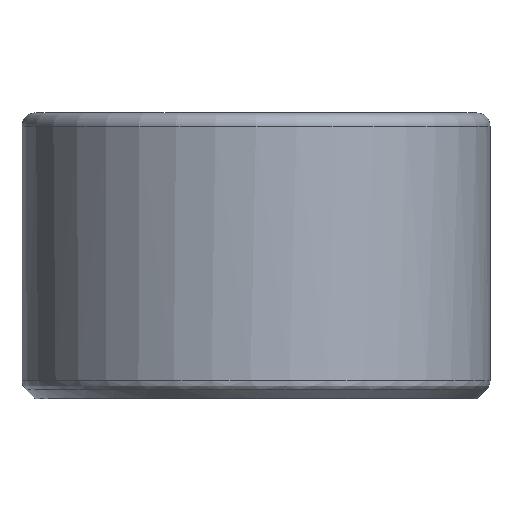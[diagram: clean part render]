
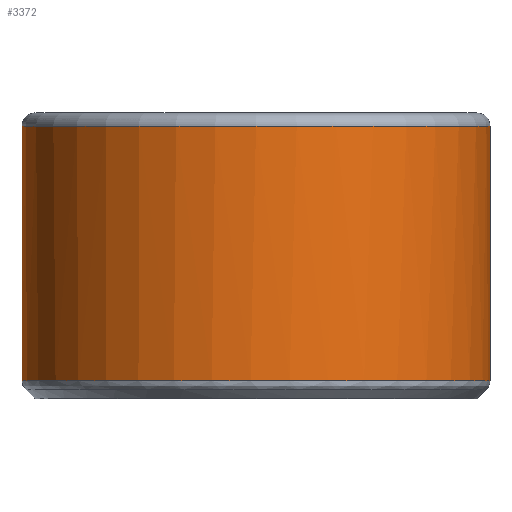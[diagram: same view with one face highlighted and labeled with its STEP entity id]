
A CAD part, front view. The second image highlights one B-rep face of the part: STEP entity #3372.
In plain terms, the highlighted cylindrical face has radius 18 mm (diameter 36 mm), a full revolution.
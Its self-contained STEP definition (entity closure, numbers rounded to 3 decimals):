
#484 = ( BOUNDED_SURFACE() B_SPLINE_SURFACE(2,14,(
    (#485,#486,#487,#488,#489,#490,#491,#492,#493,#494,#495,#496,#497
      ,#498,#499)
    ,(#500,#501,#502,#503,#504,#505,#506,#507,#508,#509,#510,#511,#512
      ,#513,#514)
    ,(#515,#516,#517,#518,#519,#520,#521,#522,#523,#524,#525,#526,#527
      ,#528,#529
)),.UNSPECIFIED.,.F.,.T.,.F.) B_SPLINE_SURFACE_WITH_KNOTS((3,3),(15,15),
  (0.,113.097),(0.,113.097),
.PIECEWISE_BEZIER_KNOTS.) GEOMETRIC_REPRESENTATION_ITEM() 
RATIONAL_B_SPLINE_SURFACE((
    (1.,1.,1.,1.,1.
      ,1.,1.,1.,1.
      ,1.,1.,1.,1.
      ,1.,1.)
    ,(0.924,0.924,0.924,0.924
      ,0.924,0.924,0.924,0.924
      ,0.924,0.924,0.924,0.924
      ,0.924,0.924,0.924)
    ,(1.,1.,1.,1.,1.
      ,1.,1.,1.,1.
      ,1.,1.,1.,1.
,1.,1.))) REPRESENTATION_ITEM('') SURFACE() );
#485 = CARTESIAN_POINT('',(18.,0.,1.414));
#486 = CARTESIAN_POINT('',(18.,7.962,1.414
    ));
#487 = CARTESIAN_POINT('',(14.208,16.093,
    1.414));
#488 = CARTESIAN_POINT('',(6.358,22.274,1.414
    ));
#489 = CARTESIAN_POINT('',(-4.35,24.306,1.414
    ));
#490 = CARTESIAN_POINT('',(-15.442,20.283,1.414
    ));
#491 = CARTESIAN_POINT('',(-22.883,12.32,
    1.414));
#492 = CARTESIAN_POINT('',(-27.59,0.,
    1.414));
#493 = CARTESIAN_POINT('',(-22.883,-12.32,
    1.414));
#494 = CARTESIAN_POINT('',(-15.442,-20.283,1.414
    ));
#495 = CARTESIAN_POINT('',(-4.35,-24.306,
    1.414));
#496 = CARTESIAN_POINT('',(6.358,-22.274,1.414
    ));
#497 = CARTESIAN_POINT('',(14.208,-16.093,
    1.414));
#498 = CARTESIAN_POINT('',(18.,-7.962,1.414
    ));
#499 = CARTESIAN_POINT('',(18.,0.,1.414));
#500 = CARTESIAN_POINT('',(18.,0.,1.));
#501 = CARTESIAN_POINT('',(18.,7.962,1.));
#502 = CARTESIAN_POINT('',(14.208,16.093,1.));
#503 = CARTESIAN_POINT('',(6.358,22.274,1.));
#504 = CARTESIAN_POINT('',(-4.35,24.306,
    1.));
#505 = CARTESIAN_POINT('',(-15.442,20.283,
    1.));
#506 = CARTESIAN_POINT('',(-22.883,12.32,
    1.));
#507 = CARTESIAN_POINT('',(-27.59,0.,
    1.));
#508 = CARTESIAN_POINT('',(-22.883,-12.32,
    1.));
#509 = CARTESIAN_POINT('',(-15.442,-20.283,
    1.));
#510 = CARTESIAN_POINT('',(-4.35,-24.306,
    1.));
#511 = CARTESIAN_POINT('',(6.358,-22.274,1.));
#512 = CARTESIAN_POINT('',(14.208,-16.093,1.));
#513 = CARTESIAN_POINT('',(18.,-7.962,1.));
#514 = CARTESIAN_POINT('',(18.,0.,1.));
#515 = CARTESIAN_POINT('',(17.707,0.,0.707));
#516 = CARTESIAN_POINT('',(17.707,7.832,0.707
    ));
#517 = CARTESIAN_POINT('',(13.977,15.831,
    0.707));
#518 = CARTESIAN_POINT('',(6.254,21.911,0.707
    ));
#519 = CARTESIAN_POINT('',(-4.279,23.91,0.707
    ));
#520 = CARTESIAN_POINT('',(-15.191,19.953,
    0.707));
#521 = CARTESIAN_POINT('',(-22.511,12.119,
    0.707));
#522 = CARTESIAN_POINT('',(-27.141,0.,
    0.707));
#523 = CARTESIAN_POINT('',(-22.511,-12.119,
    0.707));
#524 = CARTESIAN_POINT('',(-15.191,-19.953,
    0.707));
#525 = CARTESIAN_POINT('',(-4.279,-23.91,
    0.707));
#526 = CARTESIAN_POINT('',(6.254,-21.911,0.707)
  );
#527 = CARTESIAN_POINT('',(13.977,-15.831,
    0.707));
#528 = CARTESIAN_POINT('',(17.707,-7.832,
    0.707));
#529 = CARTESIAN_POINT('',(17.707,0.,
    0.707));
#1825 = VERTEX_POINT('',#1826);
#1826 = CARTESIAN_POINT('',(18.,0.,1.414));
#1847 = EDGE_CURVE('',#1825,#1825,#1848,.T.);
#1848 = SURFACE_CURVE('',#1849,(#1865,#1872),.PCURVE_S1.);
#1849 = ( BOUNDED_CURVE() B_SPLINE_CURVE(14,(#1850,#1851,#1852,#1853,
    #1854,#1855,#1856,#1857,#1858,#1859,#1860,#1861,#1862,#1863,#1864),
.UNSPECIFIED.,.T.,.F.) B_SPLINE_CURVE_WITH_KNOTS((15,15),(
0.,113.097),.PIECEWISE_BEZIER_KNOTS.) CURVE() 
GEOMETRIC_REPRESENTATION_ITEM() RATIONAL_B_SPLINE_CURVE((1.,
    1.,1.,1.,1.,
    1.,1.,1.,1.,
    1.,1.,1.,1.,
1.,1.)) REPRESENTATION_ITEM('') );
#1850 = CARTESIAN_POINT('',(18.,0.,1.414));
#1851 = CARTESIAN_POINT('',(18.,7.962,
    1.414));
#1852 = CARTESIAN_POINT('',(14.208,16.093,
    1.414));
#1853 = CARTESIAN_POINT('',(6.358,22.274,
    1.414));
#1854 = CARTESIAN_POINT('',(-4.35,24.306,
    1.414));
#1855 = CARTESIAN_POINT('',(-15.442,20.283,
    1.414));
#1856 = CARTESIAN_POINT('',(-22.883,12.32,
    1.414));
#1857 = CARTESIAN_POINT('',(-27.59,0.,
    1.414));
#1858 = CARTESIAN_POINT('',(-22.883,-12.32,
    1.414));
#1859 = CARTESIAN_POINT('',(-15.442,-20.283,
    1.414));
#1860 = CARTESIAN_POINT('',(-4.35,-24.306,
    1.414));
#1861 = CARTESIAN_POINT('',(6.358,-22.274,
    1.414));
#1862 = CARTESIAN_POINT('',(14.208,-16.093,
    1.414));
#1863 = CARTESIAN_POINT('',(18.,-7.962,
    1.414));
#1864 = CARTESIAN_POINT('',(18.,0.,1.414));
#1865 = PCURVE('',#484,#1866);
#1866 = DEFINITIONAL_REPRESENTATION('',(#1867),#1871);
#1867 = LINE('',#1868,#1869);
#1868 = CARTESIAN_POINT('',(0.,0.));
#1869 = VECTOR('',#1870,1.);
#1870 = DIRECTION('',(0.,1.));
#1871 = ( GEOMETRIC_REPRESENTATION_CONTEXT(2) 
PARAMETRIC_REPRESENTATION_CONTEXT() REPRESENTATION_CONTEXT('2D SPACE',''
  ) );
#1872 = PCURVE('',#1873,#1878);
#1873 = CYLINDRICAL_SURFACE('',#1874,18.);
#1874 = AXIS2_PLACEMENT_3D('',#1875,#1876,#1877);
#1875 = CARTESIAN_POINT('',(0.,0.,0.));
#1876 = DIRECTION('',(-0.,-0.,-1.));
#1877 = DIRECTION('',(1.,0.,0.));
#1878 = DEFINITIONAL_REPRESENTATION('',(#1879),#1900);
#1879 = B_SPLINE_CURVE_WITH_KNOTS('',10,(#1880,#1881,#1882,#1883,#1884,
    #1885,#1886,#1887,#1888,#1889,#1890,#1891,#1892,#1893,#1894,#1895,
    #1896,#1897,#1898,#1899),.UNSPECIFIED.,.F.,.F.,(11,9,11),(
    0.,56.549,113.097),.UNSPECIFIED.);
#1880 = CARTESIAN_POINT('',(0.,-1.414));
#1881 = CARTESIAN_POINT('',(-0.31,-1.414));
#1882 = CARTESIAN_POINT('',(-0.624,-1.414));
#1883 = CARTESIAN_POINT('',(-0.94,-1.414));
#1884 = CARTESIAN_POINT('',(-1.256,-1.414));
#1885 = CARTESIAN_POINT('',(-1.57,-1.414));
#1886 = CARTESIAN_POINT('',(-1.885,-1.414));
#1887 = CARTESIAN_POINT('',(-2.199,-1.414));
#1888 = CARTESIAN_POINT('',(-2.513,-1.414));
#1889 = CARTESIAN_POINT('',(-2.827,-1.414));
#1890 = CARTESIAN_POINT('',(-3.456,-1.414));
#1891 = CARTESIAN_POINT('',(-3.77,-1.414));
#1892 = CARTESIAN_POINT('',(-4.084,-1.414));
#1893 = CARTESIAN_POINT('',(-4.398,-1.414));
#1894 = CARTESIAN_POINT('',(-4.713,-1.414));
#1895 = CARTESIAN_POINT('',(-5.027,-1.414));
#1896 = CARTESIAN_POINT('',(-5.343,-1.414));
#1897 = CARTESIAN_POINT('',(-5.659,-1.414));
#1898 = CARTESIAN_POINT('',(-5.974,-1.414));
#1899 = CARTESIAN_POINT('',(-6.283,-1.414));
#1900 = ( GEOMETRIC_REPRESENTATION_CONTEXT(2) 
PARAMETRIC_REPRESENTATION_CONTEXT() REPRESENTATION_CONTEXT('2D SPACE',''
  ) );
#3372 = ADVANCED_FACE('',(#3373),#1873,.T.);
#3373 = FACE_BOUND('',#3374,.F.);
#3374 = EDGE_LOOP('',(#3375,#3398,#3425,#3426));
#3375 = ORIENTED_EDGE('',*,*,#3376,.T.);
#3376 = EDGE_CURVE('',#1825,#3377,#3379,.T.);
#3377 = VERTEX_POINT('',#3378);
#3378 = CARTESIAN_POINT('',(18.,0.,21.));
#3379 = SEAM_CURVE('',#3380,(#3384,#3391),.PCURVE_S1.);
#3380 = LINE('',#3381,#3382);
#3381 = CARTESIAN_POINT('',(18.,0.,0.));
#3382 = VECTOR('',#3383,1.);
#3383 = DIRECTION('',(0.,0.,1.));
#3384 = PCURVE('',#1873,#3385);
#3385 = DEFINITIONAL_REPRESENTATION('',(#3386),#3390);
#3386 = LINE('',#3387,#3388);
#3387 = CARTESIAN_POINT('',(-0.,0.));
#3388 = VECTOR('',#3389,1.);
#3389 = DIRECTION('',(-0.,-1.));
#3390 = ( GEOMETRIC_REPRESENTATION_CONTEXT(2) 
PARAMETRIC_REPRESENTATION_CONTEXT() REPRESENTATION_CONTEXT('2D SPACE',''
  ) );
#3391 = PCURVE('',#1873,#3392);
#3392 = DEFINITIONAL_REPRESENTATION('',(#3393),#3397);
#3393 = LINE('',#3394,#3395);
#3394 = CARTESIAN_POINT('',(-6.283,0.));
#3395 = VECTOR('',#3396,1.);
#3396 = DIRECTION('',(-0.,-1.));
#3397 = ( GEOMETRIC_REPRESENTATION_CONTEXT(2) 
PARAMETRIC_REPRESENTATION_CONTEXT() REPRESENTATION_CONTEXT('2D SPACE',''
  ) );
#3398 = ORIENTED_EDGE('',*,*,#3399,.T.);
#3399 = EDGE_CURVE('',#3377,#3377,#3400,.T.);
#3400 = SURFACE_CURVE('',#3401,(#3406,#3413),.PCURVE_S1.);
#3401 = CIRCLE('',#3402,18.);
#3402 = AXIS2_PLACEMENT_3D('',#3403,#3404,#3405);
#3403 = CARTESIAN_POINT('',(0.,0.,21.));
#3404 = DIRECTION('',(0.,0.,1.));
#3405 = DIRECTION('',(1.,0.,-0.));
#3406 = PCURVE('',#1873,#3407);
#3407 = DEFINITIONAL_REPRESENTATION('',(#3408),#3412);
#3408 = LINE('',#3409,#3410);
#3409 = CARTESIAN_POINT('',(-0.,-21.));
#3410 = VECTOR('',#3411,1.);
#3411 = DIRECTION('',(-1.,0.));
#3412 = ( GEOMETRIC_REPRESENTATION_CONTEXT(2) 
PARAMETRIC_REPRESENTATION_CONTEXT() REPRESENTATION_CONTEXT('2D SPACE',''
  ) );
#3413 = PCURVE('',#3414,#3419);
#3414 = TOROIDAL_SURFACE('',#3415,17.,1.);
#3415 = AXIS2_PLACEMENT_3D('',#3416,#3417,#3418);
#3416 = CARTESIAN_POINT('',(0.,0.,21.));
#3417 = DIRECTION('',(0.,0.,1.));
#3418 = DIRECTION('',(1.,0.,-0.));
#3419 = DEFINITIONAL_REPRESENTATION('',(#3420),#3424);
#3420 = LINE('',#3421,#3422);
#3421 = CARTESIAN_POINT('',(0.,0.));
#3422 = VECTOR('',#3423,1.);
#3423 = DIRECTION('',(1.,0.));
#3424 = ( GEOMETRIC_REPRESENTATION_CONTEXT(2) 
PARAMETRIC_REPRESENTATION_CONTEXT() REPRESENTATION_CONTEXT('2D SPACE',''
  ) );
#3425 = ORIENTED_EDGE('',*,*,#3376,.F.);
#3426 = ORIENTED_EDGE('',*,*,#1847,.F.);
